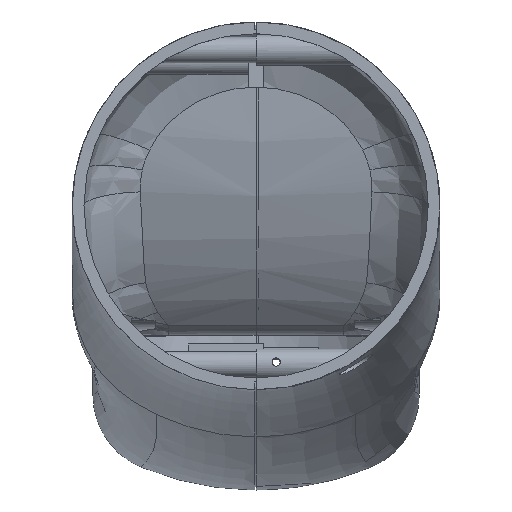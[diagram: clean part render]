
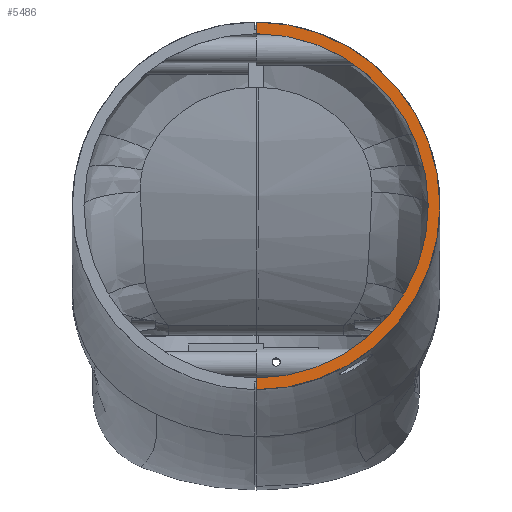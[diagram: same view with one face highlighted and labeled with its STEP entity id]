
A CAD part, top view. The second image highlights one B-rep face of the part: STEP entity #5486.
In plain terms, the highlighted face is planar.
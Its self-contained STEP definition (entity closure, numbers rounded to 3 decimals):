
#258=PLANE('',#5912);
#449=LINE('',#16441,#734);
#452=LINE('',#16445,#737);
#734=VECTOR('',#6834,4.5);
#737=VECTOR('',#6839,4.5);
#1339=FACE_OUTER_BOUND('',#1710,.T.);
#1710=EDGE_LOOP('',(#4373,#4374,#4375,#4376));
#2044=CIRCLE('',#5902,66.5);
#2046=CIRCLE('',#5905,71.);
#2474=VERTEX_POINT('',#16414);
#2475=VERTEX_POINT('',#16416);
#2478=VERTEX_POINT('',#16423);
#2479=VERTEX_POINT('',#16425);
#3143=EDGE_CURVE('',#2475,#2474,#2044,.T.);
#3147=EDGE_CURVE('',#2479,#2478,#2046,.T.);
#3155=EDGE_CURVE('',#2474,#2479,#449,.T.);
#3158=EDGE_CURVE('',#2478,#2475,#452,.T.);
#4373=ORIENTED_EDGE('',*,*,#3143,.T.);
#4374=ORIENTED_EDGE('',*,*,#3155,.T.);
#4375=ORIENTED_EDGE('',*,*,#3147,.T.);
#4376=ORIENTED_EDGE('',*,*,#3158,.T.);
#5486=ADVANCED_FACE('',(#1339),#258,.F.);
#5902=AXIS2_PLACEMENT_3D('',#16417,#6809,#6810);
#5905=AXIS2_PLACEMENT_3D('',#16426,#6817,#6818);
#5912=AXIS2_PLACEMENT_3D('',#16446,#6840,#6841);
#6809=DIRECTION('center_axis',(0.,-1.,0.));
#6810=DIRECTION('ref_axis',(1.,0.,0.));
#6817=DIRECTION('center_axis',(0.,1.,0.));
#6818=DIRECTION('ref_axis',(1.,0.,0.));
#6834=DIRECTION('',(0.,0.,-1.));
#6839=DIRECTION('',(0.,0.,-1.));
#6840=DIRECTION('center_axis',(0.,-1.,0.));
#6841=DIRECTION('ref_axis',(0.,0.,-1.));
#16414=CARTESIAN_POINT('',(35.493,-6.,-66.5));
#16416=CARTESIAN_POINT('',(35.493,-6.,66.5));
#16417=CARTESIAN_POINT('Origin',(35.507,-6.,0.));
#16423=CARTESIAN_POINT('',(35.493,-6.,71.));
#16425=CARTESIAN_POINT('',(35.493,-6.,-71.));
#16426=CARTESIAN_POINT('Origin',(35.507,-6.,0.));
#16441=CARTESIAN_POINT('',(35.493,-6.,-66.5));
#16445=CARTESIAN_POINT('',(35.493,-6.,71.));
#16446=CARTESIAN_POINT('Origin',(35.493,-6.,0.));
